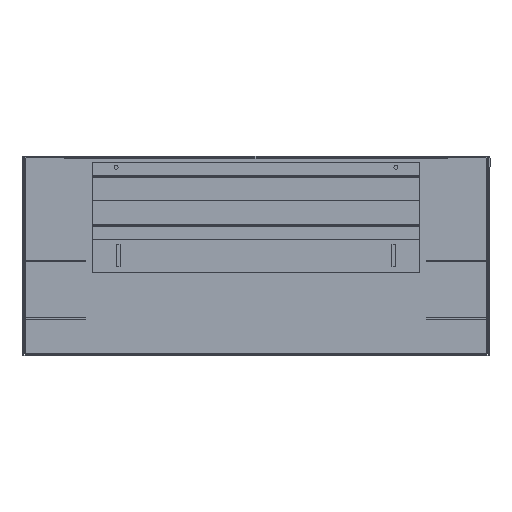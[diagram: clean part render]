
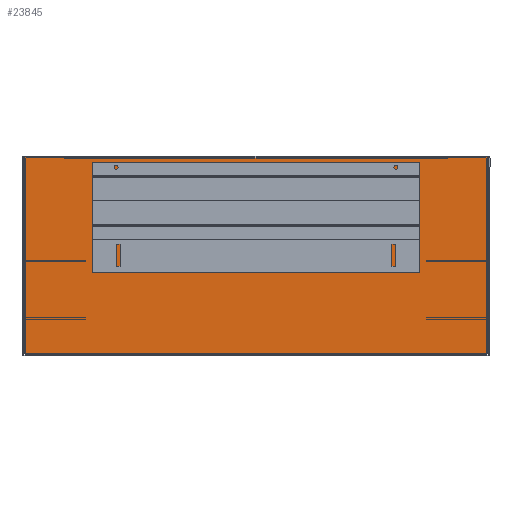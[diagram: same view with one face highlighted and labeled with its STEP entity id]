
A CAD part, front view. The second image highlights one B-rep face of the part: STEP entity #23845.
In plain terms, the highlighted planar face has unit normal (0, -1, 0).
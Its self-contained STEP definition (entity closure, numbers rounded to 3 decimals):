
#62 = VERTEX_POINT ( 'NONE', #4526 ) ;
#213 = CARTESIAN_POINT ( 'NONE',  ( 53.75, -2156.5, 0. ) ) ;
#296 = ORIENTED_EDGE ( 'NONE', *, *, #22533, .T. ) ;
#362 = EDGE_CURVE ( 'NONE', #5704, #1806, #6196, .T. ) ;
#482 = VECTOR ( 'NONE', #5946, 1000. ) ;
#663 = VECTOR ( 'NONE', #26427, 1000. ) ;
#959 = LINE ( 'NONE', #24546, #10319 ) ;
#1175 = VERTEX_POINT ( 'NONE', #9091 ) ;
#1386 = EDGE_LOOP ( 'NONE', ( #9337, #16925, #15913, #6649, #13372, #25034, #12703, #11145, #5212, #20563, #11877, #14240, #13185, #27571 ) ) ;
#1593 = FACE_BOUND ( 'NONE', #6537, .T. ) ;
#1618 = DIRECTION ( 'NONE',  ( 0., 0., 1. ) ) ;
#1629 = VECTOR ( 'NONE', #8014, 1000. ) ;
#1663 = VECTOR ( 'NONE', #17252, 1000. ) ;
#1806 = VERTEX_POINT ( 'NONE', #18816 ) ;
#2243 = LINE ( 'NONE', #2537, #18479 ) ;
#2385 = VECTOR ( 'NONE', #20069, 1000. ) ;
#2437 = DIRECTION ( 'NONE',  ( 0., 0., -1. ) ) ;
#2537 = CARTESIAN_POINT ( 'NONE',  ( 0., -2156.5, 248.5 ) ) ;
#2709 = LINE ( 'NONE', #8750, #1663 ) ;
#2905 = VECTOR ( 'NONE', #14006, 1000. ) ;
#4002 = VERTEX_POINT ( 'NONE', #13572 ) ;
#4472 = VECTOR ( 'NONE', #17522, 1000. ) ;
#4526 = CARTESIAN_POINT ( 'NONE',  ( 531.5, -2156.5, 246. ) ) ;
#4549 = EDGE_CURVE ( 'NONE', #20531, #26243, #25071, .T. ) ;
#4694 = EDGE_CURVE ( 'NONE', #27430, #9721, #20277, .T. ) ;
#4774 = DIRECTION ( 'NONE',  ( -1., 0., 0. ) ) ;
#5212 = ORIENTED_EDGE ( 'NONE', *, *, #24227, .T. ) ;
#5329 = CARTESIAN_POINT ( 'NONE',  ( 54.5, -2156.5, 245.25 ) ) ;
#5487 = CARTESIAN_POINT ( 'NONE',  ( 54.5, -2156.5, 246. ) ) ;
#5583 = VECTOR ( 'NONE', #16800, 1000. ) ;
#5704 = VERTEX_POINT ( 'NONE', #10205 ) ;
#5946 = DIRECTION ( 'NONE',  ( 0., 0., -1. ) ) ;
#6196 = LINE ( 'NONE', #23089, #1629 ) ;
#6239 = LINE ( 'NONE', #21180, #10572 ) ;
#6537 = EDGE_LOOP ( 'NONE', ( #23776, #11558, #6595, #296 ) ) ;
#6595 = ORIENTED_EDGE ( 'NONE', *, *, #15097, .T. ) ;
#6649 = ORIENTED_EDGE ( 'NONE', *, *, #8942, .T. ) ;
#6663 = DIRECTION ( 'NONE',  ( -1., 0., 0. ) ) ;
#6721 = VERTEX_POINT ( 'NONE', #5329 ) ;
#6919 = VERTEX_POINT ( 'NONE', #19267 ) ;
#6929 = CARTESIAN_POINT ( 'NONE',  ( 531.5, -2156.5, 246. ) ) ;
#7755 = EDGE_CURVE ( 'NONE', #18454, #26243, #9016, .T. ) ;
#8014 = DIRECTION ( 'NONE',  ( 1., 0., 0. ) ) ;
#8156 = CARTESIAN_POINT ( 'NONE',  ( 0., -2156.5, 0. ) ) ;
#8289 = CARTESIAN_POINT ( 'NONE',  ( 0., -2156.5, 248.5 ) ) ;
#8609 = EDGE_CURVE ( 'NONE', #1175, #9538, #11444, .T. ) ;
#8750 = CARTESIAN_POINT ( 'NONE',  ( 581.99, -2156.5, 0. ) ) ;
#8942 = EDGE_CURVE ( 'NONE', #62, #9436, #26061, .T. ) ;
#8970 = AXIS2_PLACEMENT_3D ( 'NONE', #8156, #10527, #27010 ) ;
#9016 = LINE ( 'NONE', #14744, #4472 ) ;
#9091 = CARTESIAN_POINT ( 'NONE',  ( 532.25, -2156.5, 245.25 ) ) ;
#9337 = ORIENTED_EDGE ( 'NONE', *, *, #8609, .F. ) ;
#9436 = VERTEX_POINT ( 'NONE', #5487 ) ;
#9538 = VERTEX_POINT ( 'NONE', #21777 ) ;
#9721 = VERTEX_POINT ( 'NONE', #24263 ) ;
#9816 = CARTESIAN_POINT ( 'NONE',  ( 498., -2156.5, 144.5 ) ) ;
#9948 = CARTESIAN_POINT ( 'NONE',  ( 581.99, -2156.5, 0. ) ) ;
#10205 = CARTESIAN_POINT ( 'NONE',  ( 88., -2156.5, 224.5 ) ) ;
#10319 = VECTOR ( 'NONE', #13952, 1000. ) ;
#10430 = EDGE_CURVE ( 'NONE', #25271, #23568, #12920, .T. ) ;
#10527 = DIRECTION ( 'NONE',  ( 0., 1., 0. ) ) ;
#10572 = VECTOR ( 'NONE', #10575, 1000. ) ;
#10575 = DIRECTION ( 'NONE',  ( 0., 0., 1. ) ) ;
#11145 = ORIENTED_EDGE ( 'NONE', *, *, #15160, .T. ) ;
#11444 = LINE ( 'NONE', #13672, #2385 ) ;
#11558 = ORIENTED_EDGE ( 'NONE', *, *, #11632, .T. ) ;
#11603 = EDGE_CURVE ( 'NONE', #18454, #27430, #2709, .T. ) ;
#11632 = EDGE_CURVE ( 'NONE', #1806, #6919, #21574, .T. ) ;
#11877 = ORIENTED_EDGE ( 'NONE', *, *, #7755, .F. ) ;
#12063 = FACE_OUTER_BOUND ( 'NONE', #1386, .T. ) ;
#12703 = ORIENTED_EDGE ( 'NONE', *, *, #10430, .F. ) ;
#12797 = CARTESIAN_POINT ( 'NONE',  ( 498., -2156.5, 224.5 ) ) ;
#12920 = LINE ( 'NONE', #213, #26575 ) ;
#12968 = LINE ( 'NONE', #18986, #15450 ) ;
#13185 = ORIENTED_EDGE ( 'NONE', *, *, #4694, .T. ) ;
#13330 = DIRECTION ( 'NONE',  ( 0., 0., -1. ) ) ;
#13372 = ORIENTED_EDGE ( 'NONE', *, *, #21029, .F. ) ;
#13572 = CARTESIAN_POINT ( 'NONE',  ( 531.5, -2156.5, 245.25 ) ) ;
#13672 = CARTESIAN_POINT ( 'NONE',  ( 532.25, -2156.5, 0. ) ) ;
#13952 = DIRECTION ( 'NONE',  ( 0., 0., -1. ) ) ;
#13998 = CARTESIAN_POINT ( 'NONE',  ( 88., -2156.5, 144.5 ) ) ;
#14006 = DIRECTION ( 'NONE',  ( -1., 0., 0. ) ) ;
#14156 = EDGE_CURVE ( 'NONE', #9721, #9538, #2243, .T. ) ;
#14240 = ORIENTED_EDGE ( 'NONE', *, *, #11603, .T. ) ;
#14744 = CARTESIAN_POINT ( 'NONE',  ( 4.01, -2156.5, 1. ) ) ;
#14831 = LINE ( 'NONE', #8289, #5583 ) ;
#15097 = EDGE_CURVE ( 'NONE', #6919, #20167, #24085, .T. ) ;
#15118 = CARTESIAN_POINT ( 'NONE',  ( 581.99, -2156.5, 1. ) ) ;
#15160 = EDGE_CURVE ( 'NONE', #25271, #26126, #14831, .T. ) ;
#15450 = VECTOR ( 'NONE', #21487, 1000. ) ;
#15913 = ORIENTED_EDGE ( 'NONE', *, *, #25641, .F. ) ;
#16356 = LINE ( 'NONE', #24725, #17853 ) ;
#16411 = LINE ( 'NONE', #26615, #18133 ) ;
#16632 = DIRECTION ( 'NONE',  ( 0., 0., -1. ) ) ;
#16800 = DIRECTION ( 'NONE',  ( -1., 0., 0. ) ) ;
#16837 = CARTESIAN_POINT ( 'NONE',  ( 4.01, -2156.5, 246. ) ) ;
#16925 = ORIENTED_EDGE ( 'NONE', *, *, #23584, .F. ) ;
#16993 = CARTESIAN_POINT ( 'NONE',  ( 53.75, -2156.5, 245.25 ) ) ;
#17252 = DIRECTION ( 'NONE',  ( 0., 0., 1. ) ) ;
#17522 = DIRECTION ( 'NONE',  ( -1., 0., 0. ) ) ;
#17853 = VECTOR ( 'NONE', #16632, 1000. ) ;
#18133 = VECTOR ( 'NONE', #1618, 1000. ) ;
#18454 = VERTEX_POINT ( 'NONE', #15118 ) ;
#18479 = VECTOR ( 'NONE', #4774, 1000. ) ;
#18816 = CARTESIAN_POINT ( 'NONE',  ( 498., -2156.5, 224.5 ) ) ;
#18986 = CARTESIAN_POINT ( 'NONE',  ( 0., -2156.5, 245.25 ) ) ;
#19267 = CARTESIAN_POINT ( 'NONE',  ( 498., -2156.5, 144.5 ) ) ;
#20069 = DIRECTION ( 'NONE',  ( 0., 0., 1. ) ) ;
#20167 = VERTEX_POINT ( 'NONE', #13998 ) ;
#20277 = LINE ( 'NONE', #9948, #663 ) ;
#20519 = CARTESIAN_POINT ( 'NONE',  ( 4.01, -2156.5, 246. ) ) ;
#20531 = VERTEX_POINT ( 'NONE', #20519 ) ;
#20563 = ORIENTED_EDGE ( 'NONE', *, *, #4549, .T. ) ;
#21029 = EDGE_CURVE ( 'NONE', #6721, #9436, #6239, .T. ) ;
#21180 = CARTESIAN_POINT ( 'NONE',  ( 54.5, -2156.5, 0. ) ) ;
#21487 = DIRECTION ( 'NONE',  ( 1., 0., 0. ) ) ;
#21574 = LINE ( 'NONE', #12797, #26633 ) ;
#21777 = CARTESIAN_POINT ( 'NONE',  ( 532.25, -2156.5, 248.5 ) ) ;
#21870 = EDGE_CURVE ( 'NONE', #23568, #6721, #12968, .T. ) ;
#22141 = CARTESIAN_POINT ( 'NONE',  ( 0., -2156.5, 245.25 ) ) ;
#22425 = CARTESIAN_POINT ( 'NONE',  ( 4.01, -2156.5, 1. ) ) ;
#22533 = EDGE_CURVE ( 'NONE', #20167, #5704, #16411, .T. ) ;
#23089 = CARTESIAN_POINT ( 'NONE',  ( 498., -2156.5, 224.5 ) ) ;
#23487 = VECTOR ( 'NONE', #23965, 1000. ) ;
#23568 = VERTEX_POINT ( 'NONE', #16993 ) ;
#23584 = EDGE_CURVE ( 'NONE', #4002, #1175, #26333, .T. ) ;
#23776 = ORIENTED_EDGE ( 'NONE', *, *, #362, .T. ) ;
#23845 = ADVANCED_FACE ( 'NONE', ( #1593, #12063 ), #25184, .F. ) ;
#23965 = DIRECTION ( 'NONE',  ( 1., 0., 0. ) ) ;
#24085 = LINE ( 'NONE', #9816, #2905 ) ;
#24227 = EDGE_CURVE ( 'NONE', #26126, #20531, #16356, .T. ) ;
#24263 = CARTESIAN_POINT ( 'NONE',  ( 581.99, -2156.5, 248.5 ) ) ;
#24456 = CARTESIAN_POINT ( 'NONE',  ( 53.75, -2156.5, 248.5 ) ) ;
#24546 = CARTESIAN_POINT ( 'NONE',  ( 531.5, -2156.5, 0. ) ) ;
#24707 = VECTOR ( 'NONE', #6663, 1000. ) ;
#24725 = CARTESIAN_POINT ( 'NONE',  ( 4.01, -2156.5, 0. ) ) ;
#25034 = ORIENTED_EDGE ( 'NONE', *, *, #21870, .F. ) ;
#25071 = LINE ( 'NONE', #16837, #482 ) ;
#25184 = PLANE ( 'NONE',  #8970 ) ;
#25271 = VERTEX_POINT ( 'NONE', #24456 ) ;
#25641 = EDGE_CURVE ( 'NONE', #62, #4002, #959, .T. ) ;
#26061 = LINE ( 'NONE', #6929, #24707 ) ;
#26075 = CARTESIAN_POINT ( 'NONE',  ( 4.01, -2156.5, 248.5 ) ) ;
#26126 = VERTEX_POINT ( 'NONE', #26075 ) ;
#26243 = VERTEX_POINT ( 'NONE', #22425 ) ;
#26333 = LINE ( 'NONE', #22141, #23487 ) ;
#26427 = DIRECTION ( 'NONE',  ( 0., 0., 1. ) ) ;
#26495 = CARTESIAN_POINT ( 'NONE',  ( 581.99, -2156.5, 246. ) ) ;
#26575 = VECTOR ( 'NONE', #13330, 1000. ) ;
#26615 = CARTESIAN_POINT ( 'NONE',  ( 88., -2156.5, 224.5 ) ) ;
#26633 = VECTOR ( 'NONE', #2437, 1000. ) ;
#27010 = DIRECTION ( 'NONE',  ( 0., 0., 1. ) ) ;
#27430 = VERTEX_POINT ( 'NONE', #26495 ) ;
#27571 = ORIENTED_EDGE ( 'NONE', *, *, #14156, .T. ) ;
